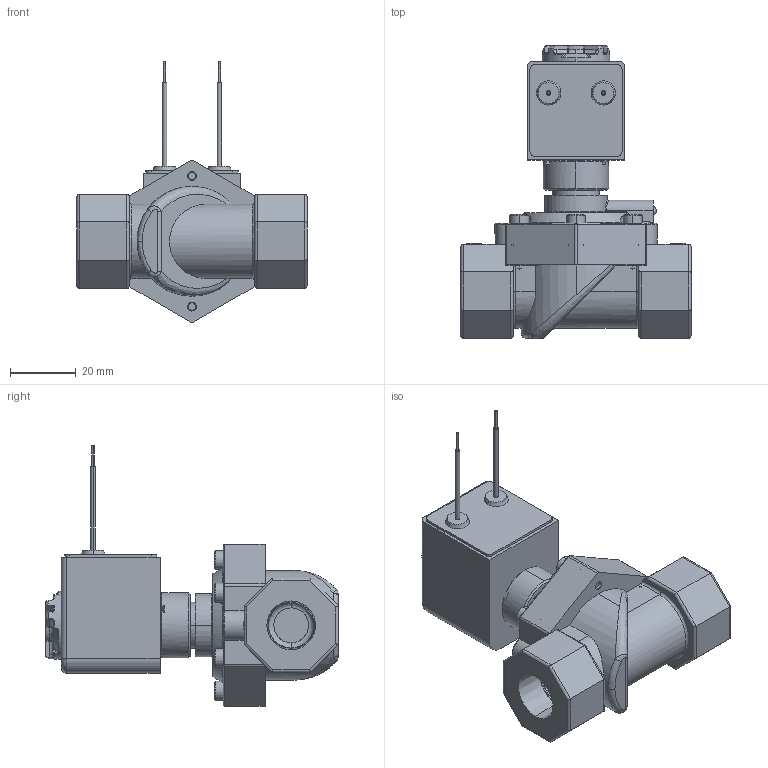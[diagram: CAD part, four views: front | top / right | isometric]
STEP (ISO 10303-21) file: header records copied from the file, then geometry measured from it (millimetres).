
FILE_DESCRIPTION (( 'STEP AP203' ), '1' );
FILE_NAME ('3516-6Q001-BAC7B-A.step', '2023-01-26T20:42:51', ( '' ), ( '' ), 'SwSTEP 2.0', 'SolidWorks 2021', '' );
FILE_SCHEMA (( 'CONFIG_CONTROL_DESIGN' ));
Length unit declared in the file: inch
Products named in the file (1): 3516-6Q001-BAC7B-A
Bounding box: 69.85 x 88.82 x 79.18 mm (x, y, z)
Volume: 75639.8 mm3; surface area: 31901.8 mm2
Topology: 1 solids, 1 shells, 1187 faces, 3101 edges, 1967 vertices
Faces by surface type: cylinder 648, plane 236, cone 151, bspline 144, torus 8
Entity records: 52103 total; most frequent: CARTESIAN_POINT 25960, ORIENTED_EDGE 6166, DIRECTION 4756, EDGE_CURVE 3083, VERTEX_POINT 1967, AXIS2_PLACEMENT_3D 1837, EDGE_LOOP 1280, ADVANCED_FACE 1187
